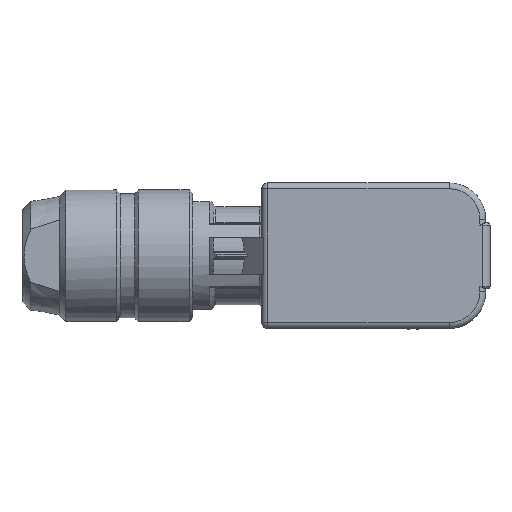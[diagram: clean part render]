
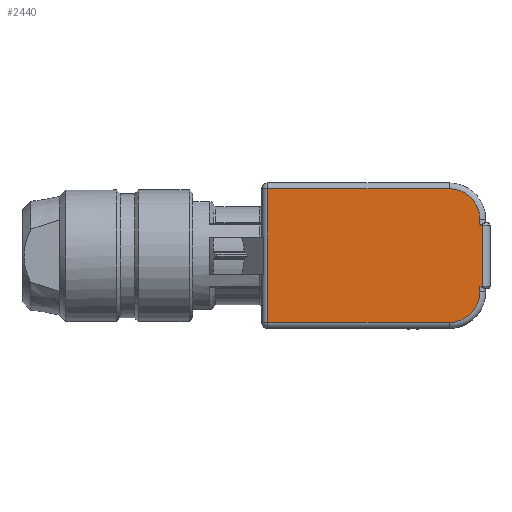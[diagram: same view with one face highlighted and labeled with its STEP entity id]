
A CAD part, top view. The second image highlights one B-rep face of the part: STEP entity #2440.
In plain terms, the highlighted planar face has unit normal (0, 0, 1).
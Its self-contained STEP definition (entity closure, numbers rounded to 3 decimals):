
#1360=PLANE('',#17960);
#2440=ADVANCED_FACE('',(#3704),#1360,.T.);
#3704=FACE_OUTER_BOUND('',#4759,.T.);
#4759=EDGE_LOOP('',(#11208,#11209,#11210,#11211,#11212,#11213,#11214,#11215,
#11216,#11217));
#4854=LINE('',#22716,#5847);
#4855=LINE('',#22724,#5848);
#4858=LINE('',#22763,#5851);
#4860=LINE('',#22794,#5853);
#4867=LINE('',#22862,#5860);
#5627=LINE('',#30167,#6620);
#5729=LINE('',#30878,#6722);
#5730=LINE('',#30879,#6723);
#5847=VECTOR('',#18137,1.);
#5848=VECTOR('',#18148,1.);
#5851=VECTOR('',#18165,1.);
#5853=VECTOR('',#18179,1.);
#5860=VECTOR('',#18212,1.);
#6620=VECTOR('',#21860,1.);
#6722=VECTOR('',#22270,1.);
#6723=VECTOR('',#22271,1.);
#11208=ORIENTED_EDGE('',*,*,#13178,.T.);
#11209=ORIENTED_EDGE('',*,*,#15391,.T.);
#11210=ORIENTED_EDGE('',*,*,#15193,.T.);
#11211=ORIENTED_EDGE('',*,*,#15392,.T.);
#11212=ORIENTED_EDGE('',*,*,#13160,.T.);
#11213=ORIENTED_EDGE('',*,*,#13159,.T.);
#11214=ORIENTED_EDGE('',*,*,#13156,.T.);
#11215=ORIENTED_EDGE('',*,*,#13196,.F.);
#11216=ORIENTED_EDGE('',*,*,#13170,.T.);
#11217=ORIENTED_EDGE('',*,*,#13172,.T.);
#11678=VERTEX_POINT('',#22706);
#11681=VERTEX_POINT('',#22713);
#11683=VERTEX_POINT('',#22719);
#11685=VERTEX_POINT('',#22725);
#11691=VERTEX_POINT('',#22756);
#11693=VERTEX_POINT('',#22762);
#11695=VERTEX_POINT('',#22767);
#11699=VERTEX_POINT('',#22793);
#12925=VERTEX_POINT('',#30166);
#12926=VERTEX_POINT('',#30168);
#13156=EDGE_CURVE('',#11681,#11678,#4854,.T.);
#13159=EDGE_CURVE('',#11683,#11681,#15559,.T.);
#13160=EDGE_CURVE('',#11685,#11683,#4855,.T.);
#13170=EDGE_CURVE('',#11691,#11693,#4858,.T.);
#13172=EDGE_CURVE('',#11693,#11695,#15566,.T.);
#13178=EDGE_CURVE('',#11695,#11699,#4860,.T.);
#13196=EDGE_CURVE('',#11691,#11678,#4867,.T.);
#15193=EDGE_CURVE('',#12926,#12925,#5627,.T.);
#15391=EDGE_CURVE('',#11699,#12926,#5729,.T.);
#15392=EDGE_CURVE('',#12925,#11685,#5730,.T.);
#15559=CIRCLE('',#16334,4.2);
#15566=CIRCLE('',#16345,4.2);
#16334=AXIS2_PLACEMENT_3D('',#22722,#18144,#18145);
#16345=AXIS2_PLACEMENT_3D('',#22768,#18170,#18171);
#17960=AXIS2_PLACEMENT_3D('',#30880,#22272,#22273);
#18137=DIRECTION('',(-1.,0.,0.));
#18144=DIRECTION('',(0.,0.,1.));
#18145=DIRECTION('',(1.,0.,0.));
#18148=DIRECTION('',(0.,1.,0.));
#18165=DIRECTION('',(1.,0.,0.));
#18170=DIRECTION('',(0.,0.,1.));
#18171=DIRECTION('',(1.,0.,0.));
#18179=DIRECTION('',(0.,1.,0.));
#18212=DIRECTION('',(0.,1.,0.));
#21860=DIRECTION('',(0.,1.,0.));
#22270=DIRECTION('',(1.,0.,0.));
#22271=DIRECTION('',(-1.,0.,0.));
#22272=DIRECTION('',(0.,0.,1.));
#22273=DIRECTION('',(-1.,0.,0.));
#22706=CARTESIAN_POINT('',(-20.,9.2,23.8));
#22713=CARTESIAN_POINT('',(5.,9.2,23.8));
#22716=CARTESIAN_POINT('',(-10.4,9.2,23.8));
#22719=CARTESIAN_POINT('',(9.2,5.,23.8));
#22722=CARTESIAN_POINT('',(5.,5.,23.8));
#22724=CARTESIAN_POINT('',(9.2,5.,23.8));
#22725=CARTESIAN_POINT('',(9.2,4.2,23.8));
#22756=CARTESIAN_POINT('',(-20.,-9.2,23.8));
#22762=CARTESIAN_POINT('',(5.,-9.2,23.8));
#22763=CARTESIAN_POINT('',(-10.4,-9.2,23.8));
#22767=CARTESIAN_POINT('',(9.2,-5.,23.8));
#22768=CARTESIAN_POINT('',(5.,-5.,23.8));
#22793=CARTESIAN_POINT('',(9.2,-4.2,23.8));
#22794=CARTESIAN_POINT('',(9.2,5.,23.8));
#22862=CARTESIAN_POINT('',(-20.,-2.55,23.8));
#30166=CARTESIAN_POINT('',(9.5,4.2,23.8));
#30167=CARTESIAN_POINT('',(9.5,4.5,23.8));
#30168=CARTESIAN_POINT('',(9.5,-4.2,23.8));
#30878=CARTESIAN_POINT('',(8.9,-4.2,23.8));
#30879=CARTESIAN_POINT('',(8.9,4.2,23.8));
#30880=CARTESIAN_POINT('',(8.9,4.5,23.8));
